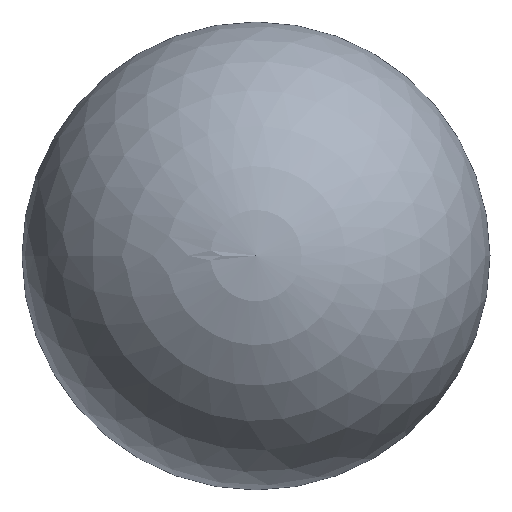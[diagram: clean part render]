
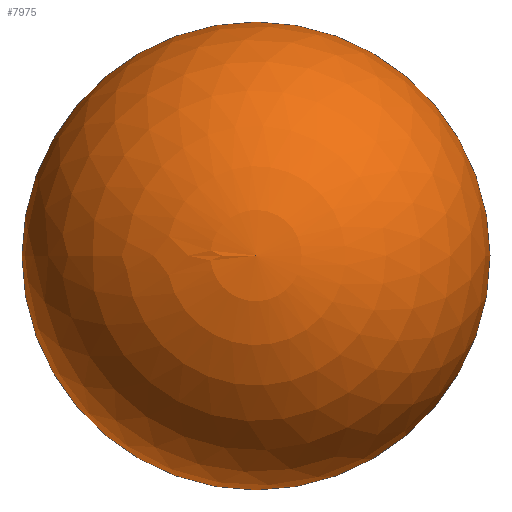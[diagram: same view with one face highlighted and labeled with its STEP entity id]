
A CAD part, top view. The second image highlights one B-rep face of the part: STEP entity #7975.
In plain terms, the highlighted spherical face has radius 24.15 mm.
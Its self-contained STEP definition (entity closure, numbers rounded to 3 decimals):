
#128 = CIRCLE ( 'NONE', #7952, 24.15 ) ;
#330 = DIRECTION ( 'NONE',  ( -1., 0., 0. ) ) ;
#716 = DIRECTION ( 'NONE',  ( -1., 0., 0. ) ) ;
#797 = EDGE_CURVE ( 'NONE', #1506, #1194, #6915, .T. ) ;
#1056 = SPHERICAL_SURFACE ( 'NONE', #1910, 24.15 ) ;
#1087 = DIRECTION ( 'NONE',  ( 0., 0., -1. ) ) ;
#1194 = VERTEX_POINT ( 'NONE', #5773 ) ;
#1334 = AXIS2_PLACEMENT_3D ( 'NONE', #3647, #7563, #2736 ) ;
#1506 = VERTEX_POINT ( 'NONE', #3639 ) ;
#1910 = AXIS2_PLACEMENT_3D ( 'NONE', #4049, #2344, #716 ) ;
#2344 = DIRECTION ( 'NONE',  ( 0., 0., 1. ) ) ;
#2558 = EDGE_CURVE ( 'NONE', #1194, #1506, #128, .T. ) ;
#2736 = DIRECTION ( 'NONE',  ( -1., 0., 0. ) ) ;
#2883 = ORIENTED_EDGE ( 'NONE', *, *, #2558, .F. ) ;
#3505 = CARTESIAN_POINT ( 'NONE',  ( 0., 0., 0. ) ) ;
#3639 = CARTESIAN_POINT ( 'NONE',  ( -24.15, 0., 0. ) ) ;
#3647 = CARTESIAN_POINT ( 'NONE',  ( 0., 0., 0. ) ) ;
#4049 = CARTESIAN_POINT ( 'NONE',  ( 0., 0., 0. ) ) ;
#5371 = EDGE_LOOP ( 'NONE', ( #6823, #2883 ) ) ;
#5773 = CARTESIAN_POINT ( 'NONE',  ( 24.15, 0., 0. ) ) ;
#6823 = ORIENTED_EDGE ( 'NONE', *, *, #797, .F. ) ;
#6915 = CIRCLE ( 'NONE', #1334, 24.15 ) ;
#7563 = DIRECTION ( 'NONE',  ( 0., 0., -1. ) ) ;
#7952 = AXIS2_PLACEMENT_3D ( 'NONE', #3505, #1087, #330 ) ;
#7975 = ADVANCED_FACE ( 'NONE', ( #9993 ), #1056, .T. ) ;
#9993 = FACE_OUTER_BOUND ( 'NONE', #5371, .T. ) ;
